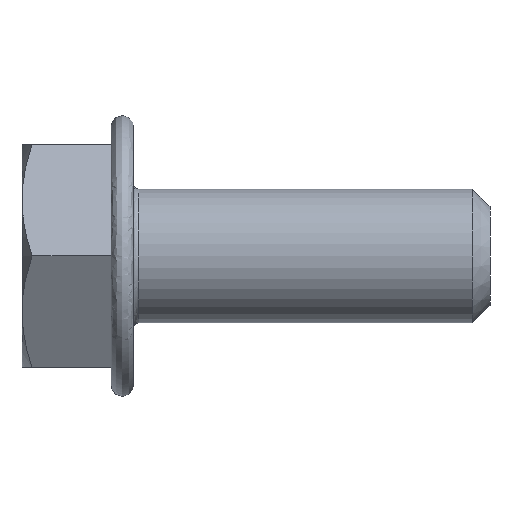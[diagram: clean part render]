
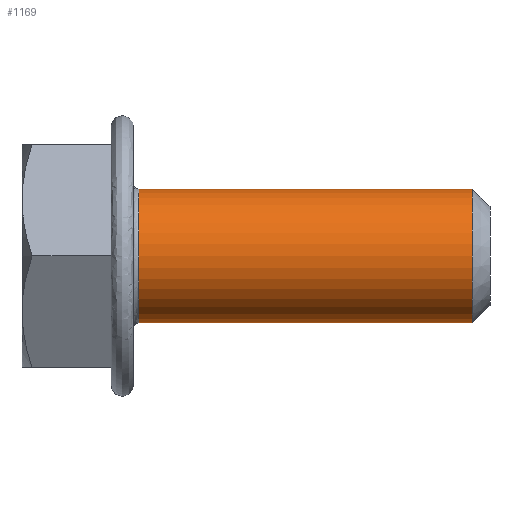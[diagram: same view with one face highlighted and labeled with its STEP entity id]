
A CAD part, front view. The second image highlights one B-rep face of the part: STEP entity #1169.
In plain terms, the highlighted cylindrical face has radius 3 mm (diameter 6 mm), a full revolution.
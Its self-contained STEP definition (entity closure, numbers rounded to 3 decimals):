
#7 = DIRECTION ( 'NONE',  ( -1., 0., 0. ) ) ;
#11 = EDGE_LOOP ( 'NONE', ( #588 ) ) ;
#64 = DIRECTION ( 'NONE',  ( 0., 0., -1. ) ) ;
#119 = AXIS2_PLACEMENT_3D ( 'NONE', #254, #1012, #762 ) ;
#123 = CARTESIAN_POINT ( 'NONE',  ( 15.2, 0., 0. ) ) ;
#206 = AXIS2_PLACEMENT_3D ( 'NONE', #123, #7, #1392 ) ;
#254 = CARTESIAN_POINT ( 'NONE',  ( 0.25, 0., 0. ) ) ;
#307 = CARTESIAN_POINT ( 'NONE',  ( 2.65, 0., 0. ) ) ;
#375 = VERTEX_POINT ( 'NONE', #1550 ) ;
#430 = DIRECTION ( 'NONE',  ( 1., 0., 0. ) ) ;
#492 = CIRCLE ( 'NONE', #206, 3. ) ;
#531 = FACE_OUTER_BOUND ( 'NONE', #1030, .T. ) ;
#588 = ORIENTED_EDGE ( 'NONE', *, *, #1002, .T. ) ;
#673 = CIRCLE ( 'NONE', #119, 3. ) ;
#762 = DIRECTION ( 'NONE',  ( 0., 0., -1. ) ) ;
#800 = CARTESIAN_POINT ( 'NONE',  ( 15.2, 0., -3. ) ) ;
#828 = AXIS2_PLACEMENT_3D ( 'NONE', #307, #430, #64 ) ;
#912 = FACE_OUTER_BOUND ( 'NONE', #11, .T. ) ;
#979 = EDGE_CURVE ( 'NONE', #375, #375, #673, .T. ) ;
#998 = CYLINDRICAL_SURFACE ( 'NONE', #828, 3. ) ;
#1002 = EDGE_CURVE ( 'NONE', #1439, #1439, #492, .T. ) ;
#1012 = DIRECTION ( 'NONE',  ( 1., 0., 0. ) ) ;
#1030 = EDGE_LOOP ( 'NONE', ( #1324 ) ) ;
#1169 = ADVANCED_FACE ( 'NONE', ( #912, #531 ), #998, .T. ) ;
#1324 = ORIENTED_EDGE ( 'NONE', *, *, #979, .T. ) ;
#1392 = DIRECTION ( 'NONE',  ( 0., 0., -1. ) ) ;
#1439 = VERTEX_POINT ( 'NONE', #800 ) ;
#1550 = CARTESIAN_POINT ( 'NONE',  ( 0.25, 0., -3. ) ) ;
